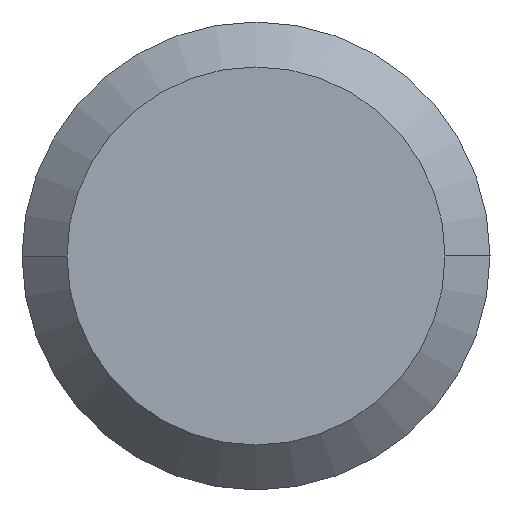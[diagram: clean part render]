
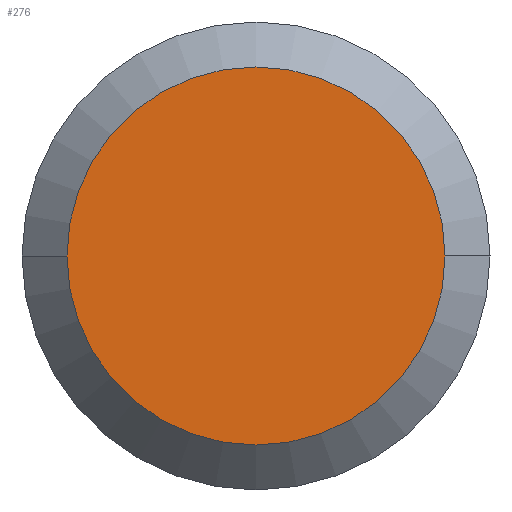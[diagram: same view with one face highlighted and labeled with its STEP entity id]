
A CAD part, left-side view. The second image highlights one B-rep face of the part: STEP entity #276.
In plain terms, the highlighted planar face has unit normal (-1, 0, 0).
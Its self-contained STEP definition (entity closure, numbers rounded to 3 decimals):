
#1 = ORIENTED_EDGE ( 'NONE', *, *, #92, .F. ) ;
#55 = CARTESIAN_POINT ( 'NONE',  ( 0., 0., 0. ) ) ;
#92 = EDGE_CURVE ( 'NONE', #211, #330, #141, .T. ) ;
#107 = DIRECTION ( 'NONE',  ( 1., 0., 0. ) ) ;
#125 = AXIS2_PLACEMENT_3D ( 'NONE', #55, #173, #300 ) ;
#135 = CARTESIAN_POINT ( 'NONE',  ( 0., 0., 0. ) ) ;
#141 = CIRCLE ( 'NONE', #155, 3.207 ) ;
#144 = DIRECTION ( 'NONE',  ( 0., -1., 0. ) ) ;
#155 = AXIS2_PLACEMENT_3D ( 'NONE', #135, #107, #256 ) ;
#165 = CARTESIAN_POINT ( 'NONE',  ( 0., 3.207, 0. ) ) ;
#173 = DIRECTION ( 'NONE',  ( 1., 0., 0. ) ) ;
#184 = ORIENTED_EDGE ( 'NONE', *, *, #331, .F. ) ;
#196 = AXIS2_PLACEMENT_3D ( 'NONE', #304, #341, #144 ) ;
#211 = VERTEX_POINT ( 'NONE', #165 ) ;
#238 = PLANE ( 'NONE',  #196 ) ;
#256 = DIRECTION ( 'NONE',  ( 0., 1., 0. ) ) ;
#263 = FACE_OUTER_BOUND ( 'NONE', #314, .T. ) ;
#276 = ADVANCED_FACE ( 'NONE', ( #263 ), #238, .T. ) ;
#285 = CIRCLE ( 'NONE', #125, 3.207 ) ;
#300 = DIRECTION ( 'NONE',  ( 0., 1., 0. ) ) ;
#304 = CARTESIAN_POINT ( 'NONE',  ( 0., 0., 0. ) ) ;
#314 = EDGE_LOOP ( 'NONE', ( #1, #184 ) ) ;
#330 = VERTEX_POINT ( 'NONE', #342 ) ;
#331 = EDGE_CURVE ( 'NONE', #330, #211, #285, .T. ) ;
#341 = DIRECTION ( 'NONE',  ( -1., 0., 0. ) ) ;
#342 = CARTESIAN_POINT ( 'NONE',  ( 0., -3.207, 0. ) ) ;
